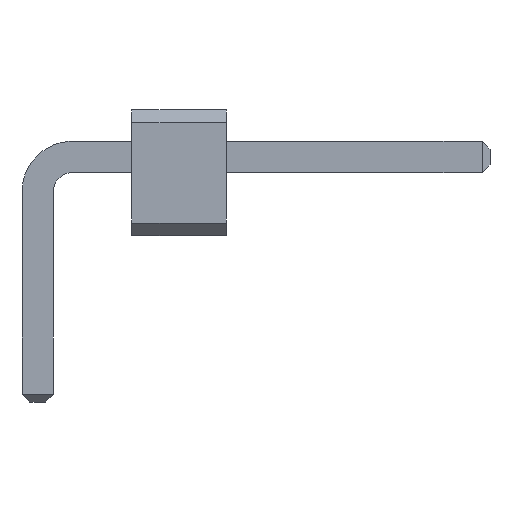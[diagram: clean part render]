
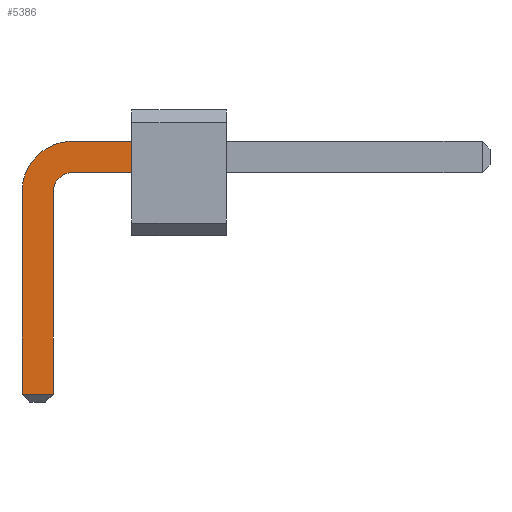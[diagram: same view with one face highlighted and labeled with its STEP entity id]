
A CAD part, front view. The second image highlights one B-rep face of the part: STEP entity #5386.
In plain terms, the highlighted planar face has unit normal (0, -1, 0).
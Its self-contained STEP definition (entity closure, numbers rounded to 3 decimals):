
#1922 = VERTEX_POINT('',#1923);
#1923 = CARTESIAN_POINT('',(1.5,-24.25,1.25));
#1929 = EDGE_CURVE('',#1922,#1930,#1932,.T.);
#1930 = VERTEX_POINT('',#1931);
#1931 = CARTESIAN_POINT('',(1.5,-24.25,0.75));
#1932 = LINE('',#1933,#1934);
#1933 = CARTESIAN_POINT('',(1.5,-24.25,0.499));
#1934 = VECTOR('',#1935,1.);
#1935 = DIRECTION('',(0.,0.,-1.));
#5368 = EDGE_CURVE('',#1930,#5369,#5371,.T.);
#5369 = VERTEX_POINT('',#5370);
#5370 = CARTESIAN_POINT('',(0.5,-24.25,0.75));
#5371 = LINE('',#5372,#5373);
#5372 = CARTESIAN_POINT('',(7.2,-24.25,0.75));
#5373 = VECTOR('',#5374,1.);
#5374 = DIRECTION('',(-1.,0.,0.));
#5386 = ADVANCED_FACE('',(#5387),#5439,.F.);
#5387 = FACE_BOUND('',#5388,.F.);
#5388 = EDGE_LOOP('',(#5389,#5390,#5391,#5400,#5408,#5416,#5424,#5433));
#5389 = ORIENTED_EDGE('',*,*,#1929,.T.);
#5390 = ORIENTED_EDGE('',*,*,#5368,.T.);
#5391 = ORIENTED_EDGE('',*,*,#5392,.T.);
#5392 = EDGE_CURVE('',#5369,#5393,#5395,.T.);
#5393 = VERTEX_POINT('',#5394);
#5394 = CARTESIAN_POINT('',(0.25,-24.25,0.5));
#5395 = CIRCLE('',#5396,0.324);
#5396 = AXIS2_PLACEMENT_3D('',#5397,#5398,#5399);
#5397 = CARTESIAN_POINT('',(0.567,-24.25,0.433));
#5398 = DIRECTION('',(0.,-1.,0.));
#5399 = DIRECTION('',(-0.207,0.,0.978)
);
#5400 = ORIENTED_EDGE('',*,*,#5401,.T.);
#5401 = EDGE_CURVE('',#5393,#5402,#5404,.T.);
#5402 = VERTEX_POINT('',#5403);
#5403 = CARTESIAN_POINT('',(0.25,-24.25,-2.775));
#5404 = LINE('',#5405,#5406);
#5405 = CARTESIAN_POINT('',(0.25,-24.25,0.5));
#5406 = VECTOR('',#5407,1.);
#5407 = DIRECTION('',(0.,0.,-1.));
#5408 = ORIENTED_EDGE('',*,*,#5409,.T.);
#5409 = EDGE_CURVE('',#5402,#5410,#5412,.T.);
#5410 = VERTEX_POINT('',#5411);
#5411 = CARTESIAN_POINT('',(-0.25,-24.25,-2.775));
#5412 = LINE('',#5413,#5414);
#5413 = CARTESIAN_POINT('',(0.25,-24.25,-2.775));
#5414 = VECTOR('',#5415,1.);
#5415 = DIRECTION('',(-1.,0.,0.));
#5416 = ORIENTED_EDGE('',*,*,#5417,.T.);
#5417 = EDGE_CURVE('',#5410,#5418,#5420,.T.);
#5418 = VERTEX_POINT('',#5419);
#5419 = CARTESIAN_POINT('',(-0.25,-24.25,0.5));
#5420 = LINE('',#5421,#5422);
#5421 = CARTESIAN_POINT('',(-0.25,-24.25,-2.9));
#5422 = VECTOR('',#5423,1.);
#5423 = DIRECTION('',(0.,0.,1.));
#5424 = ORIENTED_EDGE('',*,*,#5425,.T.);
#5425 = EDGE_CURVE('',#5418,#5426,#5428,.T.);
#5426 = VERTEX_POINT('',#5427);
#5427 = CARTESIAN_POINT('',(0.5,-24.25,1.25));
#5428 = CIRCLE('',#5429,0.808);
#5429 = AXIS2_PLACEMENT_3D('',#5430,#5431,#5432);
#5430 = CARTESIAN_POINT('',(0.556,-24.25,0.444));
#5431 = DIRECTION('',(0.,1.,0.));
#5432 = DIRECTION('',(-0.998,0.,
0.069));
#5433 = ORIENTED_EDGE('',*,*,#5434,.T.);
#5434 = EDGE_CURVE('',#5426,#1922,#5435,.T.);
#5435 = LINE('',#5436,#5437);
#5436 = CARTESIAN_POINT('',(0.5,-24.25,1.25));
#5437 = VECTOR('',#5438,1.);
#5438 = DIRECTION('',(1.,0.,0.));
#5439 = PLANE('',#5440);
#5440 = AXIS2_PLACEMENT_3D('',#5441,#5442,#5443);
#5441 = CARTESIAN_POINT('',(2.437,-24.25,0.248));
#5442 = DIRECTION('',(0.,1.,-0.));
#5443 = DIRECTION('',(0.,0.,-1.));
